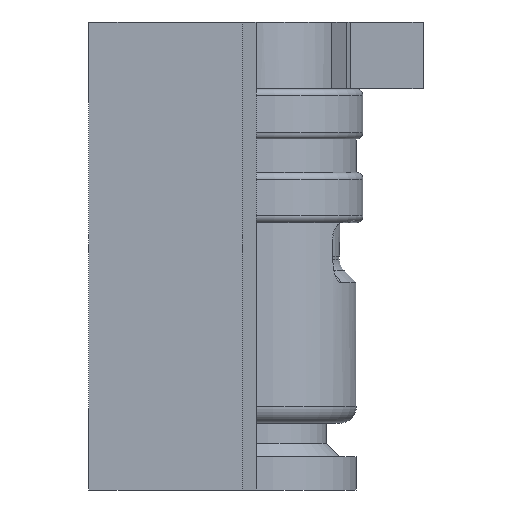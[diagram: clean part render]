
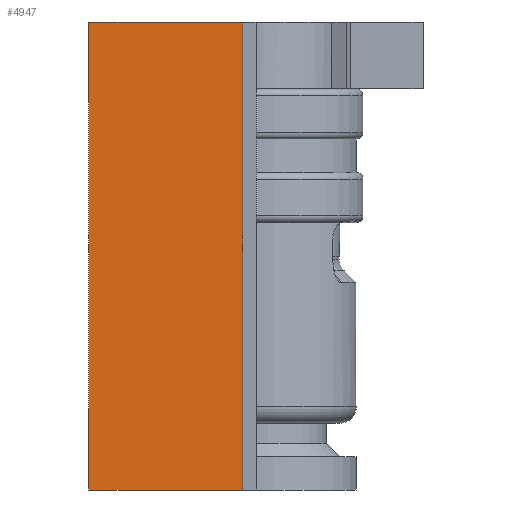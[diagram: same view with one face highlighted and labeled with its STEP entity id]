
A CAD part, left-side view. The second image highlights one B-rep face of the part: STEP entity #4947.
In plain terms, the highlighted planar face has unit normal (-1, 0, 0).
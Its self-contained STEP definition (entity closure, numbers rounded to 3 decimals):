
#363=PLANE('',#5431);
#655=LINE('',#9846,#1008);
#659=LINE('',#9854,#1012);
#664=LINE('',#9865,#1017);
#671=LINE('',#9895,#1024);
#1008=VECTOR('',#6535,10.);
#1012=VECTOR('',#6541,10.);
#1017=VECTOR('',#6550,10.);
#1024=VECTOR('',#6577,10.);
#1416=FACE_OUTER_BOUND('',#1717,.T.);
#1717=EDGE_LOOP('',(#4407,#4408,#4409,#4410));
#2399=VERTEX_POINT('',#9843);
#2400=VERTEX_POINT('',#9845);
#2403=VERTEX_POINT('',#9852);
#2407=VERTEX_POINT('',#9863);
#3075=EDGE_CURVE('',#2400,#2399,#655,.T.);
#3079=EDGE_CURVE('',#2403,#2399,#659,.T.);
#3085=EDGE_CURVE('',#2403,#2407,#664,.T.);
#3100=EDGE_CURVE('',#2407,#2400,#671,.T.);
#4407=ORIENTED_EDGE('',*,*,#3079,.F.);
#4408=ORIENTED_EDGE('',*,*,#3085,.T.);
#4409=ORIENTED_EDGE('',*,*,#3100,.T.);
#4410=ORIENTED_EDGE('',*,*,#3075,.T.);
#4947=ADVANCED_FACE('',(#1416),#363,.T.);
#5431=AXIS2_PLACEMENT_3D('',#9894,#6575,#6576);
#6535=DIRECTION('',(0.,-1.,0.));
#6541=DIRECTION('',(0.,0.,-1.));
#6550=DIRECTION('',(0.,1.,0.));
#6575=DIRECTION('center_axis',(-1.,0.,0.));
#6576=DIRECTION('ref_axis',(0.,0.,1.));
#6577=DIRECTION('',(0.,0.,-1.));
#9843=CARTESIAN_POINT('',(-32.5,2.,-20.));
#9845=CARTESIAN_POINT('',(-32.5,25.,-20.));
#9846=CARTESIAN_POINT('',(-32.5,0.,-20.));
#9852=CARTESIAN_POINT('',(-32.5,2.,50.));
#9854=CARTESIAN_POINT('',(-32.5,2.,-2.5));
#9863=CARTESIAN_POINT('',(-32.5,25.,50.));
#9865=CARTESIAN_POINT('',(-32.5,0.,50.));
#9894=CARTESIAN_POINT('Origin',(-32.5,0.,-20.));
#9895=CARTESIAN_POINT('',(-32.5,25.,-20.));
